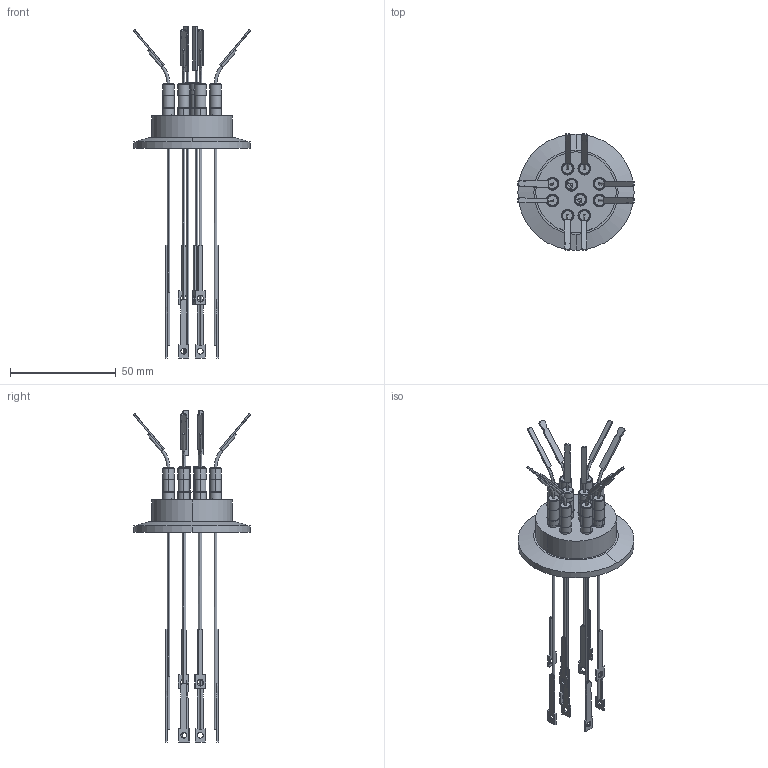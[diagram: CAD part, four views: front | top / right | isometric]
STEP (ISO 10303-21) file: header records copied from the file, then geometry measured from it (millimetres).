
FILE_DESCRIPTION (( 'STEP AP203' ), '1' );
FILE_NAME ('A0783-4-QF.STEP', '2011-10-12T14:48:32', ( '' ), ( '' ), 'SwSTEP 2.0', 'SolidWorks 2011', '' );
FILE_SCHEMA (( 'CONFIG_CONTROL_DESIGN' ));
Length unit declared in the file: inch
Products named in the file (1): A0783-4-QF
Bounding box: 55.14 x 55.14 x 156.76 mm (x, y, z)
Volume: 14441 mm3; surface area: 19528.1 mm2
Topology: 1 solids, 11 shells, 659 faces, 1648 edges, 1074 vertices
Faces by surface type: cylinder 276, plane 265, cone 82, torus 36
Entity records: 21837 total; most frequent: CARTESIAN_POINT 5270, DIRECTION 3686, ORIENTED_EDGE 3296, EDGE_CURVE 1648, AXIS2_PLACEMENT_3D 1416, VERTEX_POINT 1074, VECTOR 854, LINE 854
